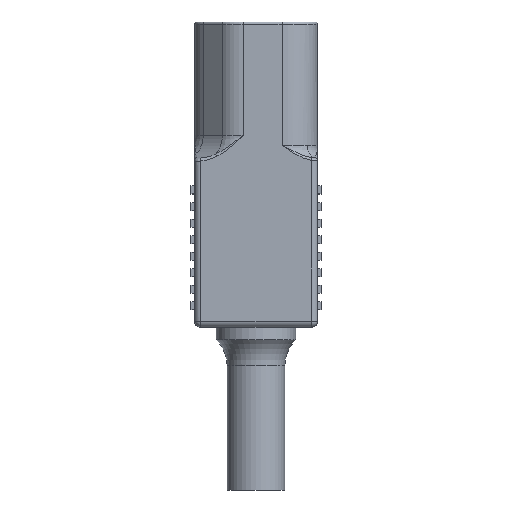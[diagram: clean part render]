
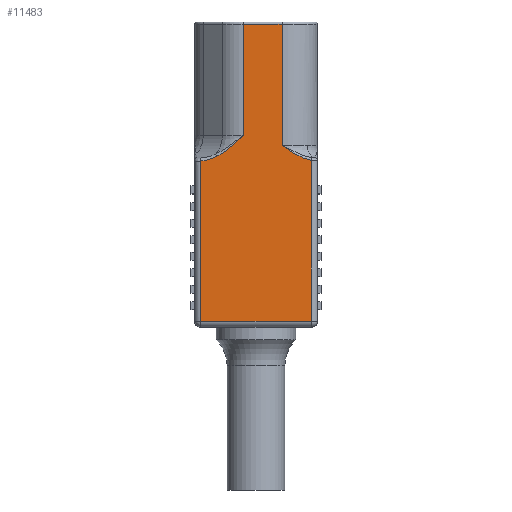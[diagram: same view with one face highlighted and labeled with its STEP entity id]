
A CAD part, left-side view. The second image highlights one B-rep face of the part: STEP entity #11483.
In plain terms, the highlighted planar face has unit normal (-1, 0, 0).
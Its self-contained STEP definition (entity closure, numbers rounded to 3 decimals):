
#72 = VECTOR ( 'NONE', #11326, 1000. ) ;
#196 = CARTESIAN_POINT ( 'NONE',  ( -14.402, 6.671, -22.81 ) ) ;
#312 = VERTEX_POINT ( 'NONE', #9733 ) ;
#417 = CARTESIAN_POINT ( 'NONE',  ( -14.402, 4.071, -21.025 ) ) ;
#556 = VERTEX_POINT ( 'NONE', #8611 ) ;
#713 = CARTESIAN_POINT ( 'NONE',  ( -14.402, 7.523, -23.185 ) ) ;
#732 = LINE ( 'NONE', #9747, #7874 ) ;
#948 = CARTESIAN_POINT ( 'NONE',  ( -14.402, -7.511, -22.842 ) ) ;
#1079 = DIRECTION ( 'NONE',  ( 0., 0., 1. ) ) ;
#1112 = VERTEX_POINT ( 'NONE', #2316 ) ;
#1221 = CARTESIAN_POINT ( 'NONE',  ( -14.402, -4.42, -20.914 ) ) ;
#1233 = CARTESIAN_POINT ( 'NONE',  ( -14.402, -8.092, -23.101 ) ) ;
#1417 = VERTEX_POINT ( 'NONE', #3053 ) ;
#1451 = EDGE_CURVE ( 'NONE', #1112, #312, #8570, .T. ) ;
#1655 = VECTOR ( 'NONE', #5245, 1000. ) ;
#1695 = EDGE_CURVE ( 'NONE', #13668, #2574, #2218, .T. ) ;
#1814 = ORIENTED_EDGE ( 'NONE', *, *, #11026, .T. ) ;
#1815 = CARTESIAN_POINT ( 'NONE',  ( -14.402, -4.42, -20.914 ) ) ;
#1868 = DIRECTION ( 'NONE',  ( 0., 1., 0. ) ) ;
#1901 = CARTESIAN_POINT ( 'NONE',  ( -14.402, 9.398, -23.572 ) ) ;
#2126 = CARTESIAN_POINT ( 'NONE',  ( -14.402, -6.557, -22.332 ) ) ;
#2183 = EDGE_CURVE ( 'NONE', #1417, #13668, #2238, .T. ) ;
#2196 = CARTESIAN_POINT ( 'NONE',  ( -14.402, -8.155, -23.126 ) ) ;
#2218 = LINE ( 'NONE', #6775, #72 ) ;
#2238 = B_SPLINE_CURVE_WITH_KNOTS ( 'NONE', 3,
 ( #196, #3841, #713, #13088, #2937, #1901 ),
 .UNSPECIFIED., .F., .F.,
 ( 4, 1, 1, 4 ),
 ( 0., 0.333, 0.667, 1. ),
 .UNSPECIFIED. ) ;
#2316 = CARTESIAN_POINT ( 'NONE',  ( -14.402, -9.398, -50.714 ) ) ;
#2435 = VECTOR ( 'NONE', #14316, 1000. ) ;
#2574 = VERTEX_POINT ( 'NONE', #14764 ) ;
#2638 = CARTESIAN_POINT ( 'NONE',  ( -14.402, 6.671, -22.81 ) ) ;
#2640 = VERTEX_POINT ( 'NONE', #9242 ) ;
#2826 = ORIENTED_EDGE ( 'NONE', *, *, #1451, .T. ) ;
#2868 = CARTESIAN_POINT ( 'NONE',  ( -14.402, 2.171, -19.214 ) ) ;
#2937 = CARTESIAN_POINT ( 'NONE',  ( -14.402, 9.038, -23.532 ) ) ;
#3053 = CARTESIAN_POINT ( 'NONE',  ( -14.402, 6.671, -22.81 ) ) ;
#3055 = PLANE ( 'NONE',  #11389 ) ;
#3251 = CARTESIAN_POINT ( 'NONE',  ( -14.402, -7.067, -22.617 ) ) ;
#3314 = CARTESIAN_POINT ( 'NONE',  ( -14.402, -5.471, -21.646 ) ) ;
#3395 = CARTESIAN_POINT ( 'NONE',  ( -14.402, -7.549, -22.861 ) ) ;
#3841 = CARTESIAN_POINT ( 'NONE',  ( -14.402, 6.95, -22.946 ) ) ;
#4063 = CARTESIAN_POINT ( 'NONE',  ( -14.402, 2.537, -19.581 ) ) ;
#4324 = ORIENTED_EDGE ( 'NONE', *, *, #2183, .T. ) ;
#4445 = CARTESIAN_POINT ( 'NONE',  ( -14.402, -8.117, -23.111 ) ) ;
#4517 = CARTESIAN_POINT ( 'NONE',  ( -14.402, -9.091, -23.425 ) ) ;
#4587 = CARTESIAN_POINT ( 'NONE',  ( -14.402, -9.398, -23.499 ) ) ;
#4964 = CARTESIAN_POINT ( 'NONE',  ( -14.402, 3.22, -20.247 ) ) ;
#4984 = ORIENTED_EDGE ( 'NONE', *, *, #14467, .T. ) ;
#5245 = DIRECTION ( 'NONE',  ( 0., 0., 1. ) ) ;
#5492 = CARTESIAN_POINT ( 'NONE',  ( -14.402, -8.427, -23.227 ) ) ;
#5712 = CARTESIAN_POINT ( 'NONE',  ( -14.402, -6.818, -22.482 ) ) ;
#5714 = EDGE_LOOP ( 'NONE', ( #13378, #14035, #4324, #12310, #1814, #2826, #4984, #14382, #6731 ) ) ;
#5772 = CARTESIAN_POINT ( 'NONE',  ( -14.402, -5.937, -21.947 ) ) ;
#6082 = CARTESIAN_POINT ( 'NONE',  ( -14.402, 4.816, -21.643 ) ) ;
#6332 = CARTESIAN_POINT ( 'NONE',  ( -14.402, 2.171, -19.214 ) ) ;
#6440 = LINE ( 'NONE', #1815, #1655 ) ;
#6454 = CARTESIAN_POINT ( 'NONE',  ( -14.402, 2.171, -19.214 ) ) ;
#6482 = B_SPLINE_CURVE_WITH_KNOTS ( 'NONE', 3,
 ( #2638, #7193, #8032, #6082, #417, #4964, #4063, #2868 ),
 .UNSPECIFIED., .F., .F.,
 ( 4, 1, 1, 1, 1, 4 ),
 ( 0., 0.2, 0.4, 0.6, 0.8, 1. ),
 .UNSPECIFIED. ) ;
#6564 = FACE_OUTER_BOUND ( 'NONE', #5714, .T. ) ;
#6600 = EDGE_CURVE ( 'NONE', #10090, #556, #12414, .T. ) ;
#6669 = CARTESIAN_POINT ( 'NONE',  ( -14.402, -5.986, -21.979 ) ) ;
#6731 = ORIENTED_EDGE ( 'NONE', *, *, #12665, .F. ) ;
#6775 = CARTESIAN_POINT ( 'NONE',  ( -14.402, 9.398, -23.572 ) ) ;
#6829 = CARTESIAN_POINT ( 'NONE',  ( -14.402, -7.525, -22.849 ) ) ;
#6956 = CARTESIAN_POINT ( 'NONE',  ( -14.402, -6.06, -22.026 ) ) ;
#7193 = CARTESIAN_POINT ( 'NONE',  ( -14.402, 6.376, -22.663 ) ) ;
#7454 = CARTESIAN_POINT ( 'NONE',  ( -14.402, 9.398, -23.572 ) ) ;
#7467 = EDGE_CURVE ( 'NONE', #1417, #10090, #6482, .T. ) ;
#7512 = VECTOR ( 'NONE', #1079, 1000. ) ;
#7602 = CARTESIAN_POINT ( 'NONE',  ( -14.402, -9.398, -50.714 ) ) ;
#7605 = DIRECTION ( 'NONE',  ( 1., 0., 0. ) ) ;
#7734 = VECTOR ( 'NONE', #12674, 1000. ) ;
#7798 = CARTESIAN_POINT ( 'NONE',  ( -14.402, -7.977, -23.054 ) ) ;
#7874 = VECTOR ( 'NONE', #14369, 1000. ) ;
#8016 = CARTESIAN_POINT ( 'NONE',  ( -14.402, -8.753, -23.33 ) ) ;
#8032 = CARTESIAN_POINT ( 'NONE',  ( -14.402, 5.79, -22.334 ) ) ;
#8570 = LINE ( 'NONE', #7602, #2435 ) ;
#8611 = CARTESIAN_POINT ( 'NONE',  ( -14.402, 2.171, -0.35 ) ) ;
#8643 = CARTESIAN_POINT ( 'NONE',  ( -14.402, 0., -25.532 ) ) ;
#8676 = B_SPLINE_CURVE_WITH_KNOTS ( 'NONE', 3,
 ( #4587, #10037, #4517, #11446, #13685, #8016, #9060, #5492, #12569, #2196, #4445, #1233, #13464, #7798, #13611, #11154, #12349, #3395, #6829, #948, #11374, #14660, #14585, #3251, #5712, #2126, #13541, #6956, #6669, #5772, #12337, #3314, #12479, #1221 ),
 .UNSPECIFIED., .F., .F.,
 ( 4, 1, 2, 2, 1, 1, 1, 2, 2, 1, 1, 1, 2, 2, 2, 2, 1, 1, 1, 2, 2, 4 ),
 ( 0., 0.063, 0.094, 0.125, 0.188, 0.219, 0.234, 0.242, 0.25, 0.313, 0.344, 0.359, 0.367, 0.375, 0.438, 0.5, 0.625, 0.688, 0.719, 0.734, 0.75, 1. ),
 .UNSPECIFIED. ) ;
#9060 = CARTESIAN_POINT ( 'NONE',  ( -14.402, -8.588, -23.279 ) ) ;
#9242 = CARTESIAN_POINT ( 'NONE',  ( -14.402, -4.42, -20.914 ) ) ;
#9296 = EDGE_CURVE ( 'NONE', #2640, #10515, #6440, .T. ) ;
#9733 = CARTESIAN_POINT ( 'NONE',  ( -14.402, -9.398, -23.499 ) ) ;
#9747 = CARTESIAN_POINT ( 'NONE',  ( -14.402, 9.398, -50.714 ) ) ;
#10037 = CARTESIAN_POINT ( 'NONE',  ( -14.402, -9.272, -23.47 ) ) ;
#10090 = VERTEX_POINT ( 'NONE', #6332 ) ;
#10515 = VERTEX_POINT ( 'NONE', #13228 ) ;
#11026 = EDGE_CURVE ( 'NONE', #2574, #1112, #732, .T. ) ;
#11154 = CARTESIAN_POINT ( 'NONE',  ( -14.402, -7.672, -22.919 ) ) ;
#11326 = DIRECTION ( 'NONE',  ( 0., 0., -1. ) ) ;
#11374 = CARTESIAN_POINT ( 'NONE',  ( -14.402, -7.412, -22.795 ) ) ;
#11389 = AXIS2_PLACEMENT_3D ( 'NONE', #8643, #7605, #1868 ) ;
#11446 = CARTESIAN_POINT ( 'NONE',  ( -14.402, -8.919, -23.377 ) ) ;
#11483 = ADVANCED_FACE ( 'NONE', ( #6564 ), #3055, .F. ) ;
#12310 = ORIENTED_EDGE ( 'NONE', *, *, #1695, .T. ) ;
#12337 = CARTESIAN_POINT ( 'NONE',  ( -14.402, -5.913, -21.932 ) ) ;
#12349 = CARTESIAN_POINT ( 'NONE',  ( -14.402, -7.586, -22.879 ) ) ;
#12414 = LINE ( 'NONE', #6454, #7512 ) ;
#12479 = CARTESIAN_POINT ( 'NONE',  ( -14.402, -4.982, -21.313 ) ) ;
#12569 = CARTESIAN_POINT ( 'NONE',  ( -14.402, -8.245, -23.16 ) ) ;
#12665 = EDGE_CURVE ( 'NONE', #556, #10515, #13503, .T. ) ;
#12674 = DIRECTION ( 'NONE',  ( 0., -1., 0. ) ) ;
#13088 = CARTESIAN_POINT ( 'NONE',  ( -14.402, 8.356, -23.423 ) ) ;
#13228 = CARTESIAN_POINT ( 'NONE',  ( -14.402, -4.42, -0.35 ) ) ;
#13378 = ORIENTED_EDGE ( 'NONE', *, *, #6600, .F. ) ;
#13464 = CARTESIAN_POINT ( 'NONE',  ( -14.402, -8.077, -23.095 ) ) ;
#13503 = LINE ( 'NONE', #14616, #7734 ) ;
#13541 = CARTESIAN_POINT ( 'NONE',  ( -14.402, -6.229, -22.132 ) ) ;
#13611 = CARTESIAN_POINT ( 'NONE',  ( -14.402, -7.84, -22.996 ) ) ;
#13668 = VERTEX_POINT ( 'NONE', #7454 ) ;
#13685 = CARTESIAN_POINT ( 'NONE',  ( -14.402, -8.807, -23.345 ) ) ;
#14035 = ORIENTED_EDGE ( 'NONE', *, *, #7467, .F. ) ;
#14316 = DIRECTION ( 'NONE',  ( 0., 0., 1. ) ) ;
#14369 = DIRECTION ( 'NONE',  ( 0., -1., 0. ) ) ;
#14382 = ORIENTED_EDGE ( 'NONE', *, *, #9296, .T. ) ;
#14467 = EDGE_CURVE ( 'NONE', #312, #2640, #8676, .T. ) ;
#14585 = CARTESIAN_POINT ( 'NONE',  ( -14.402, -7.153, -22.663 ) ) ;
#14616 = CARTESIAN_POINT ( 'NONE',  ( -14.402, 2.171, -0.35 ) ) ;
#14660 = CARTESIAN_POINT ( 'NONE',  ( -14.402, -7.325, -22.751 ) ) ;
#14764 = CARTESIAN_POINT ( 'NONE',  ( -14.402, 9.398, -50.714 ) ) ;
